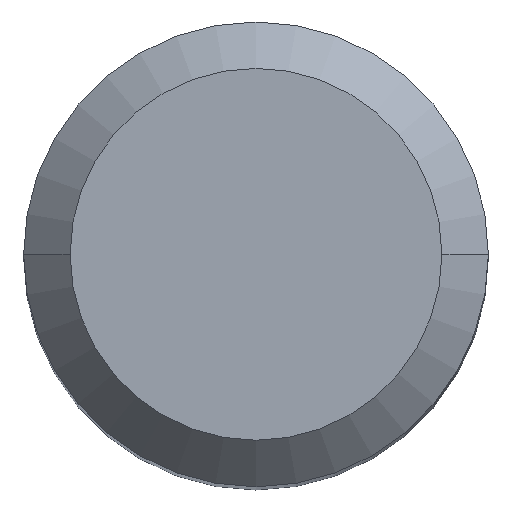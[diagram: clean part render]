
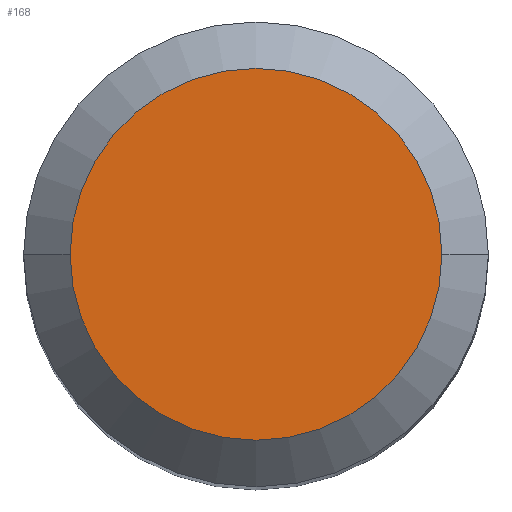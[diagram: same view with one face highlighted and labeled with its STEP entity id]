
A CAD part, top view. The second image highlights one B-rep face of the part: STEP entity #168.
In plain terms, the highlighted planar face has unit normal (0, 0, 1).
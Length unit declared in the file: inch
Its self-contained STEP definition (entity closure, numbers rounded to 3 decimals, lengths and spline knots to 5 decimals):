
#6 = AXIS2_PLACEMENT_3D ( 'NONE', #104, #395, #252 ) ;
#10 = PLANE ( 'NONE',  #28 ) ;
#28 = AXIS2_PLACEMENT_3D ( 'NONE', #95, #457, #304 ) ;
#31 = EDGE_LOOP ( 'NONE', ( #308, #482 ) ) ;
#55 = CARTESIAN_POINT ( 'NONE',  ( -0.15748, 0., 0. ) ) ;
#95 = CARTESIAN_POINT ( 'NONE',  ( 0., 0., 0. ) ) ;
#104 = CARTESIAN_POINT ( 'NONE',  ( 0., 0., 0. ) ) ;
#113 = DIRECTION ( 'NONE',  ( 1., 0., 0. ) ) ;
#168 = ADVANCED_FACE ( 'NONE', ( #465 ), #10, .F. ) ;
#173 = DIRECTION ( 'NONE',  ( 0., 0., 1. ) ) ;
#182 = CARTESIAN_POINT ( 'NONE',  ( 0., 0., 0. ) ) ;
#210 = VERTEX_POINT ( 'NONE', #342 ) ;
#240 = AXIS2_PLACEMENT_3D ( 'NONE', #182, #173, #113 ) ;
#246 = VERTEX_POINT ( 'NONE', #55 ) ;
#252 = DIRECTION ( 'NONE',  ( 1., 0., 0. ) ) ;
#260 = EDGE_CURVE ( 'NONE', #246, #210, #450, .T. ) ;
#302 = EDGE_CURVE ( 'NONE', #210, #246, #453, .T. ) ;
#304 = DIRECTION ( 'NONE',  ( -1., 0., 0. ) ) ;
#308 = ORIENTED_EDGE ( 'NONE', *, *, #260, .T. ) ;
#342 = CARTESIAN_POINT ( 'NONE',  ( 0.15748, 0., 0. ) ) ;
#395 = DIRECTION ( 'NONE',  ( 0., 0., 1. ) ) ;
#450 = CIRCLE ( 'NONE', #6, 0.15748 ) ;
#453 = CIRCLE ( 'NONE', #240, 0.15748 ) ;
#457 = DIRECTION ( 'NONE',  ( 0., 0., -1. ) ) ;
#465 = FACE_OUTER_BOUND ( 'NONE', #31, .T. ) ;
#482 = ORIENTED_EDGE ( 'NONE', *, *, #302, .T. ) ;
